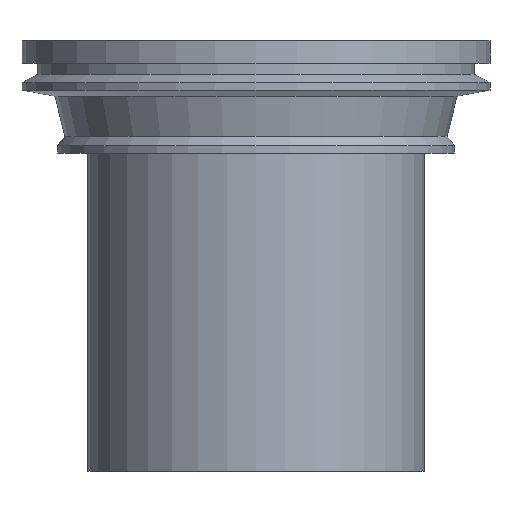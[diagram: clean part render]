
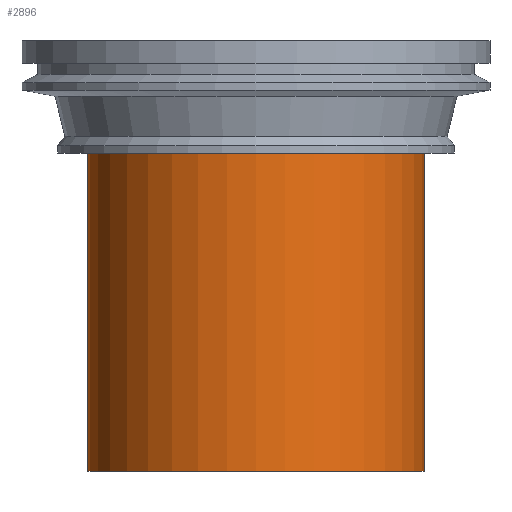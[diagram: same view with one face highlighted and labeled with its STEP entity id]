
A CAD part, front view. The second image highlights one B-rep face of the part: STEP entity #2896.
In plain terms, the highlighted cylindrical face has radius 45 mm (diameter 90 mm), a full revolution.
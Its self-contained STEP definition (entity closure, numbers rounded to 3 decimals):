
#538=CYLINDRICAL_SURFACE('',#3079,45.);
#608=ORIENTED_EDGE('',*,*,#1481,.T.);
#609=ORIENTED_EDGE('',*,*,#1483,.F.);
#1481=EDGE_CURVE('',#1920,#1920,#2221,.T.);
#1483=EDGE_CURVE('',#1922,#1922,#2223,.T.);
#1920=VERTEX_POINT('',#4223);
#1922=VERTEX_POINT('',#4229);
#2221=CIRCLE('',#3074,45.);
#2223=CIRCLE('',#3078,45.);
#2395=EDGE_LOOP('',(#608));
#2396=EDGE_LOOP('',(#609));
#2623=FACE_BOUND('',#2395,.T.);
#2624=FACE_BOUND('',#2396,.T.);
#2896=ADVANCED_FACE('',(#2623,#2624),#538,.T.);
#3074=AXIS2_PLACEMENT_3D('',#4222,#3392,#3393);
#3078=AXIS2_PLACEMENT_3D('',#4228,#3400,#3401);
#3079=AXIS2_PLACEMENT_3D('',#4230,#3402,#3403);
#3392=DIRECTION('',(0.,0.,1.));
#3393=DIRECTION('',(1.,0.,0.));
#3400=DIRECTION('',(0.,0.,1.));
#3401=DIRECTION('',(1.,0.,0.));
#3402=DIRECTION('',(0.,0.,1.));
#3403=DIRECTION('',(1.,0.,0.));
#4222=CARTESIAN_POINT('',(0.,0.,-85.));
#4223=CARTESIAN_POINT('',(45.,0.,-85.));
#4228=CARTESIAN_POINT('',(0.,0.,0.));
#4229=CARTESIAN_POINT('',(45.,0.,0.));
#4230=CARTESIAN_POINT('',(0.,0.,50.));
